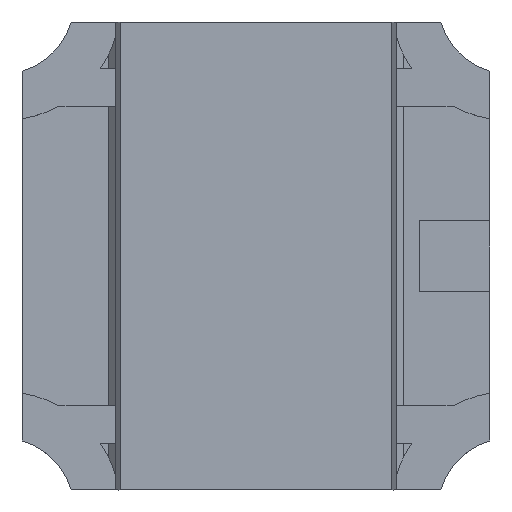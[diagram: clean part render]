
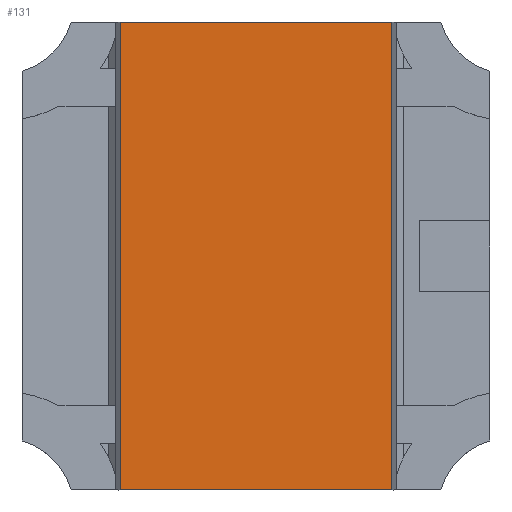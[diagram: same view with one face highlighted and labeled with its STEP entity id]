
A CAD part, top view. The second image highlights one B-rep face of the part: STEP entity #131.
In plain terms, the highlighted planar face has unit normal (0, 0, 1).
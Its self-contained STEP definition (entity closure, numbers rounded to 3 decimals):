
#131=ADVANCED_FACE('',(#246),#247,.T.);
#246=FACE_OUTER_BOUND('',#474,.T.);
#247=PLANE('',#475);
#474=EDGE_LOOP('',(#702,#703,#704,#705));
#475=AXIS2_PLACEMENT_3D('',#706,#707,#708);
#702=ORIENTED_EDGE('',*,*,#1632,.T.);
#703=ORIENTED_EDGE('',*,*,#1633,.F.);
#704=ORIENTED_EDGE('',*,*,#1634,.F.);
#705=ORIENTED_EDGE('',*,*,#1635,.F.);
#706=CARTESIAN_POINT('',(-0.29,0.5,0.2));
#707=DIRECTION('',(0.,0.,1.0));
#708=DIRECTION('',(1.0,0.0,0.));
#1632=EDGE_CURVE('',#1926,#1927,#1928,.T.);
#1633=EDGE_CURVE('',#1929,#1927,#1930,.T.);
#1634=EDGE_CURVE('',#1931,#1929,#1932,.T.);
#1635=EDGE_CURVE('',#1926,#1931,#1933,.T.);
#1926=VERTEX_POINT('',#2416);
#1927=VERTEX_POINT('',#2417);
#1928=LINE('',#2418,#2419);
#1929=VERTEX_POINT('',#2420);
#1930=LINE('',#2421,#2422);
#1931=VERTEX_POINT('',#2423);
#1932=LINE('',#2424,#2425);
#1933=LINE('',#2426,#2427);
#2416=CARTESIAN_POINT('',(-0.29,-0.5,0.2));
#2417=CARTESIAN_POINT('',(0.29,-0.5,0.2));
#2418=CARTESIAN_POINT('',(0.315,-0.5,0.2));
#2419=VECTOR('',#3144,1000.0);
#2420=CARTESIAN_POINT('',(0.29,0.5,0.2));
#2421=CARTESIAN_POINT('',(0.29,0.5,0.2));
#2422=VECTOR('',#3145,1000.0);
#2423=CARTESIAN_POINT('',(-0.29,0.5,0.2));
#2424=CARTESIAN_POINT('',(0.315,0.5,0.2));
#2425=VECTOR('',#3146,1000.0);
#2426=CARTESIAN_POINT('',(-0.29,0.5,0.2));
#2427=VECTOR('',#3147,1000.0);
#3144=DIRECTION('',(1.0,0.,0.));
#3145=DIRECTION('',(0.,-1.0,0.));
#3146=DIRECTION('',(1.0,0.,0.));
#3147=DIRECTION('',(0.,1.0,0.));
